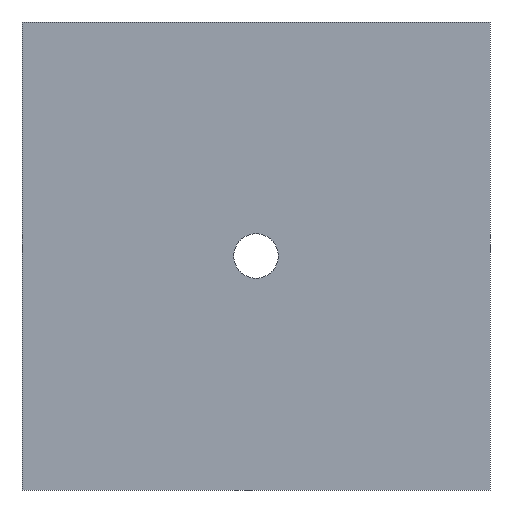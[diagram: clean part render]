
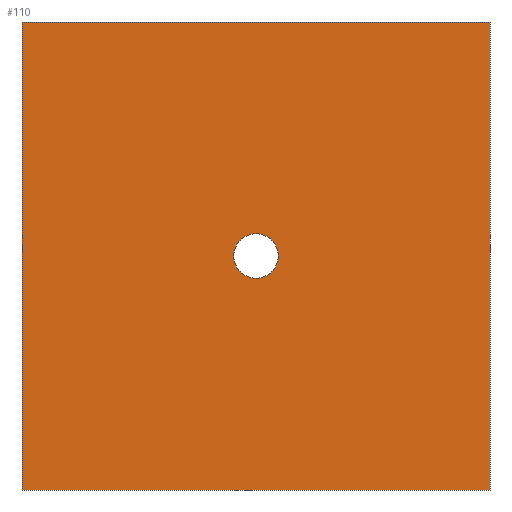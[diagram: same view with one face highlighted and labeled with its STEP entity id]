
A CAD part, front view. The second image highlights one B-rep face of the part: STEP entity #110.
In plain terms, the highlighted planar face has unit normal (0, -1, 0).
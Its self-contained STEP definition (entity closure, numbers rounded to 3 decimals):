
#110=ADVANCED_FACE('NONE',(#223,#224),#225,.F.);
#223=FACE_OUTER_BOUND('',#339,.T.);
#224=FACE_BOUND('',#340,.T.);
#225=PLANE('',#341);
#339=EDGE_LOOP('',(#596,#597,#598,#599));
#340=EDGE_LOOP('',(#600,#601));
#341=AXIS2_PLACEMENT_3D('',#602,#603,#604);
#596=ORIENTED_EDGE('',*,*,#790,.T.);
#597=ORIENTED_EDGE('',*,*,#808,.T.);
#598=ORIENTED_EDGE('',*,*,#813,.F.);
#599=ORIENTED_EDGE('',*,*,#798,.F.);
#600=ORIENTED_EDGE('',*,*,#814,.F.);
#601=ORIENTED_EDGE('',*,*,#710,.F.);
#602=CARTESIAN_POINT('',(-10.5,-9.5,10.5));
#603=DIRECTION('',(0.0,1.0,0.0));
#604=DIRECTION('',(1.0,0.0,-0.0));
#710=EDGE_CURVE('NONE',#845,#847,#848,.T.);
#790=EDGE_CURVE('NONE',#973,#971,#974,.T.);
#798=EDGE_CURVE('NONE',#973,#984,#985,.T.);
#808=EDGE_CURVE('NONE',#971,#998,#1000,.T.);
#813=EDGE_CURVE('NONE',#984,#998,#1005,.T.);
#814=EDGE_CURVE('NONE',#847,#845,#1006,.T.);
#845=VERTEX_POINT('NONE',#1039);
#847=VERTEX_POINT('NONE',#1042);
#848=CIRCLE('',#1043,1.0);
#971=VERTEX_POINT('NONE',#1214);
#973=VERTEX_POINT('NONE',#1217);
#974=LINE('',#1218,#1219);
#984=VERTEX_POINT('NONE',#1234);
#985=LINE('',#1235,#1236);
#998=VERTEX_POINT('NONE',#1256);
#1000=LINE('',#1259,#1260);
#1005=LINE('',#1267,#1268);
#1006=CIRCLE('',#1269,1.0);
#1039=CARTESIAN_POINT('',(0.,-9.5,1.0));
#1042=CARTESIAN_POINT('',(0.0,-9.5,-1.0));
#1043=AXIS2_PLACEMENT_3D('',#1302,#1303,#1304);
#1214=CARTESIAN_POINT('',(-10.5,-9.5,-10.5));
#1217=CARTESIAN_POINT('',(-10.5,-9.5,10.5));
#1218=CARTESIAN_POINT('',(-10.5,-9.5,10.5));
#1219=VECTOR('',#1387,1000.0);
#1234=CARTESIAN_POINT('',(10.5,-9.5,10.5));
#1235=CARTESIAN_POINT('',(-10.5,-9.5,10.5));
#1236=VECTOR('',#1393,1000.0);
#1256=CARTESIAN_POINT('',(10.5,-9.5,-10.5));
#1259=CARTESIAN_POINT('',(-10.5,-9.5,-10.5));
#1260=VECTOR('',#1402,1000.0);
#1267=CARTESIAN_POINT('',(10.5,-9.5,10.5));
#1268=VECTOR('',#1405,1000.0);
#1269=AXIS2_PLACEMENT_3D('',#1406,#1407,#1408);
#1302=CARTESIAN_POINT('',(0.0,-9.5,0.0));
#1303=DIRECTION('',(0.0,-1.0,0.0));
#1304=DIRECTION('',(0.0,0.0,-1.0));
#1387=DIRECTION('',(-0.0,-0.0,-1.0));
#1393=DIRECTION('',(1.0,0.0,0.0));
#1402=DIRECTION('',(1.0,0.0,0.0));
#1405=DIRECTION('',(-0.0,-0.0,-1.0));
#1406=CARTESIAN_POINT('',(0.0,-9.5,0.0));
#1407=DIRECTION('',(0.0,-1.0,0.0));
#1408=DIRECTION('',(0.0,0.0,-1.0));
